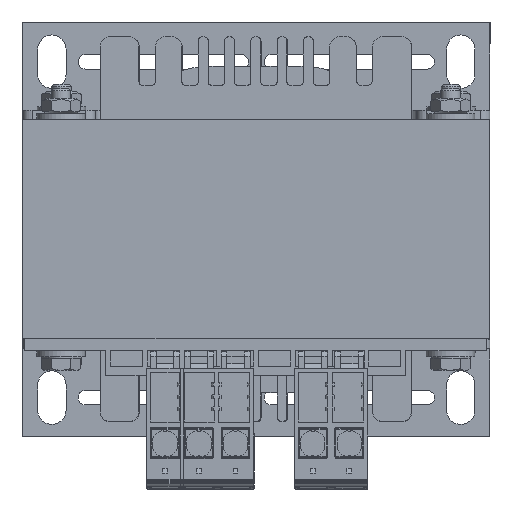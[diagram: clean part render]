
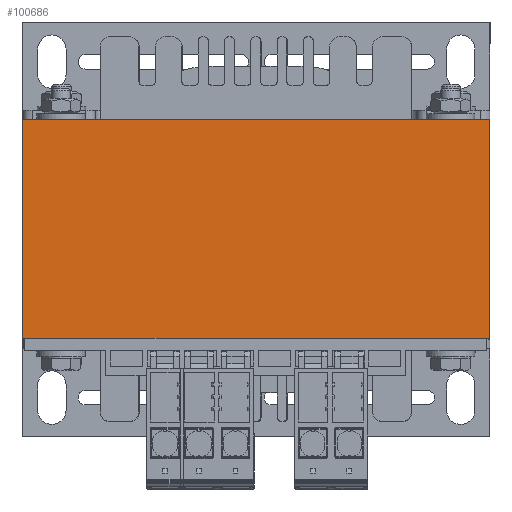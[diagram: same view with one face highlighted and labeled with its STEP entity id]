
A CAD part, top view. The second image highlights one B-rep face of the part: STEP entity #100686.
In plain terms, the highlighted planar face has unit normal (-0.002, 0, 1).
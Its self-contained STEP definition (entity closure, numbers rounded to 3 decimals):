
#2979=FACE_OUTER_BOUND('',#8117,.T.);
#8117=EDGE_LOOP('',(#62654,#62655,#62656,#62657));
#13467=LINE('',#138522,#26148);
#13498=LINE('',#138600,#26179);
#13499=LINE('',#138602,#26180);
#13500=LINE('',#138603,#26181);
#26148=VECTOR('',#112711,1.);
#26179=VECTOR('',#112784,1.);
#26180=VECTOR('',#112785,1.);
#26181=VECTOR('',#112786,1.);
#38828=VERTEX_POINT('',#138518);
#38830=VERTEX_POINT('',#138521);
#38856=VERTEX_POINT('',#138599);
#38857=VERTEX_POINT('',#138601);
#48215=EDGE_CURVE('',#38830,#38828,#13467,.T.);
#48254=EDGE_CURVE('',#38856,#38828,#13498,.T.);
#48255=EDGE_CURVE('',#38856,#38857,#13499,.T.);
#48256=EDGE_CURVE('',#38857,#38830,#13500,.T.);
#62654=ORIENTED_EDGE('',*,*,#48254,.F.);
#62655=ORIENTED_EDGE('',*,*,#48255,.T.);
#62656=ORIENTED_EDGE('',*,*,#48256,.T.);
#62657=ORIENTED_EDGE('',*,*,#48215,.T.);
#91351=PLANE('',#106162);
#100686=ADVANCED_FACE('',(#2979),#91351,.T.);
#106162=AXIS2_PLACEMENT_3D('',#138598,#112782,#112783);
#112711=DIRECTION('',(1.,0.,0.));
#112782=DIRECTION('center_axis',(0.,0.,1.));
#112783=DIRECTION('ref_axis',(0.,-1.,0.));
#112784=DIRECTION('',(0.,-1.,0.));
#112785=DIRECTION('',(-1.,0.,0.));
#112786=DIRECTION('',(0.,-1.,0.));
#138518=CARTESIAN_POINT('',(34.423,-255.728,57.5));
#138521=CARTESIAN_POINT('',(-61.577,-255.728,57.5));
#138522=CARTESIAN_POINT('',(34.423,-255.728,57.5));
#138598=CARTESIAN_POINT('Origin',(-61.577,-210.728,57.5));
#138599=CARTESIAN_POINT('',(34.423,-210.728,57.5));
#138600=CARTESIAN_POINT('',(34.423,-210.728,57.5));
#138601=CARTESIAN_POINT('',(-61.577,-210.728,57.5));
#138602=CARTESIAN_POINT('',(34.423,-210.728,57.5));
#138603=CARTESIAN_POINT('',(-61.577,-210.728,57.5));
